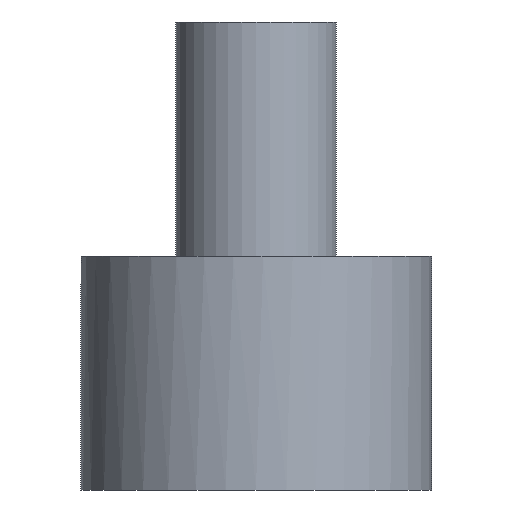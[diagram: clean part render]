
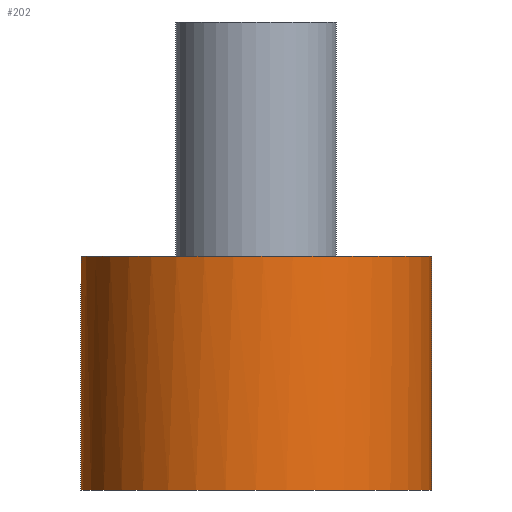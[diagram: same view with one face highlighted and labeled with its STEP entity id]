
A CAD part, front view. The second image highlights one B-rep face of the part: STEP entity #202.
In plain terms, the highlighted cylindrical face has radius 3 mm (diameter 6 mm), a full revolution.
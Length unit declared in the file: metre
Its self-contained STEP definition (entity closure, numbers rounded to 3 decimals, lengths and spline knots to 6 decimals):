
#12=LINE('',#327,#28);
#13=LINE('',#331,#29);
#28=VECTOR('',#264,1.);
#29=VECTOR('',#267,1.);
#55=ORIENTED_EDGE('',*,*,#108,.T.);
#56=ORIENTED_EDGE('',*,*,#109,.T.);
#57=ORIENTED_EDGE('',*,*,#110,.F.);
#58=ORIENTED_EDGE('',*,*,#111,.F.);
#59=ORIENTED_EDGE('',*,*,#112,.F.);
#108=EDGE_CURVE('',#135,#136,#154,.T.);
#109=EDGE_CURVE('',#136,#137,#12,.F.);
#110=EDGE_CURVE('',#138,#137,#155,.T.);
#111=EDGE_CURVE('',#135,#138,#13,.T.);
#112=EDGE_CURVE('',#139,#139,#156,.T.);
#135=VERTEX_POINT('',#325);
#136=VERTEX_POINT('',#326);
#137=VERTEX_POINT('',#328);
#138=VERTEX_POINT('',#330);
#139=VERTEX_POINT('',#333);
#154=CIRCLE('',#231,0.003);
#155=CIRCLE('',#232,0.003);
#156=CIRCLE('',#233,0.003);
#166=EDGE_LOOP('',(#55,#56,#57,#58));
#167=EDGE_LOOP('',(#59));
#182=FACE_BOUND('',#166,.T.);
#183=FACE_BOUND('',#167,.T.);
#196=CYLINDRICAL_SURFACE('',#230,0.003);
#202=ADVANCED_FACE('',(#182,#183),#196,.T.);
#230=AXIS2_PLACEMENT_3D('',#323,#260,#261);
#231=AXIS2_PLACEMENT_3D('',#324,#262,#263);
#232=AXIS2_PLACEMENT_3D('',#329,#265,#266);
#233=AXIS2_PLACEMENT_3D('',#332,#268,#269);
#260=DIRECTION('',(0.,0.,1.));
#261=DIRECTION('',(1.,0.,0.));
#262=DIRECTION('',(0.,0.,-1.));
#263=DIRECTION('',(-1.,0.,0.));
#264=DIRECTION('',(0.,0.,1.));
#265=DIRECTION('',(0.,0.,1.));
#266=DIRECTION('',(1.,0.,0.));
#267=DIRECTION('',(0.,0.,-1.));
#268=DIRECTION('',(0.,0.,-1.));
#269=DIRECTION('',(-1.,0.,0.));
#323=CARTESIAN_POINT('',(0.,0.,-0.004));
#324=CARTESIAN_POINT('',(0.,0.,0.));
#325=CARTESIAN_POINT('',(0.003,0.,0.));
#326=CARTESIAN_POINT('',(0.002,0.002236,0.));
#327=CARTESIAN_POINT('',(0.002,0.002236,-0.004));
#328=CARTESIAN_POINT('',(0.002,0.002236,-0.002));
#329=CARTESIAN_POINT('',(0.,0.,-0.002));
#330=CARTESIAN_POINT('',(0.003,0.,-0.002));
#331=CARTESIAN_POINT('',(0.003,0.,0.));
#332=CARTESIAN_POINT('',(0.,0.,-0.004));
#333=CARTESIAN_POINT('',(-0.003,0.,-0.004));
